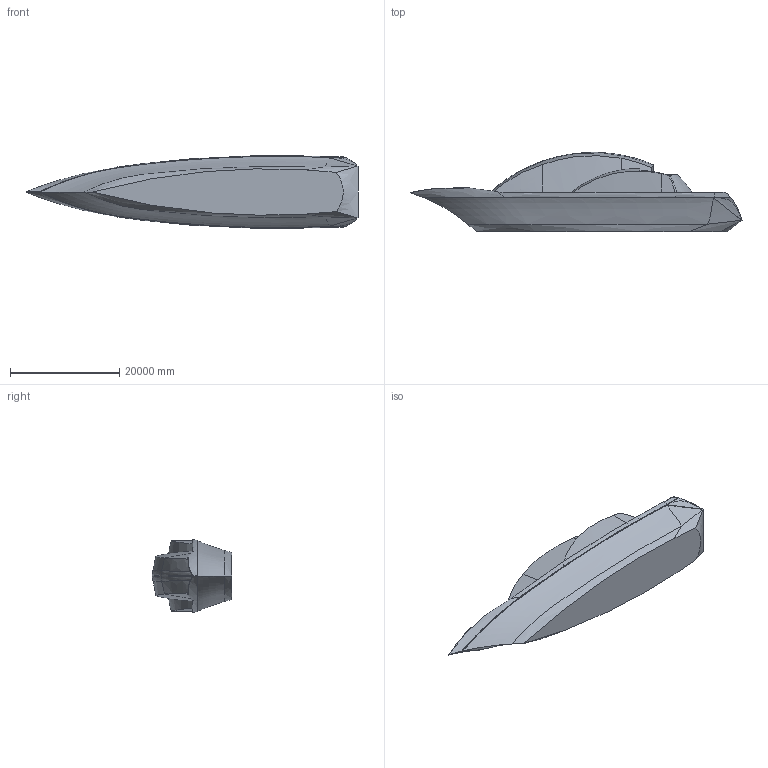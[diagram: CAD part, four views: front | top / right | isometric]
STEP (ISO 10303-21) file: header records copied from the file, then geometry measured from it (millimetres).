
FILE_DESCRIPTION(('FreeCAD Model'),'2;1');
FILE_NAME('Open CASCADE Shape Model','2025-05-03T10:41:34',('FreeCAD'),( 'FreeCAD'),'Open CASCADE STEP processor 7.6','FreeCAD','Unknown');
FILE_SCHEMA(('AUTOMOTIVE_DESIGN { 1 0 10303 214 1 1 1 1 }'));
Products named in the file (1): Open CASCADE STEP translator 7.6 1
Bounding box: 60841.87 x 14514.23 x 13309.58 mm (x, y, z)
Surface area: 3608320674.8 mm2 (no closed solid volume)
Topology: 0 solids, 4 shells, 124 faces, 386 edges, 259 vertices
Faces by surface type: bspline 124
Entity records: 56368 total; most frequent: CARTESIAN_POINT 54111, ORIENTED_EDGE 736, EDGE_CURVE 380, B_SPLINE_CURVE_WITH_KNOTS 380, VERTEX_POINT 259, ADVANCED_FACE 124, FACE_BOUND 124, EDGE_LOOP 124
